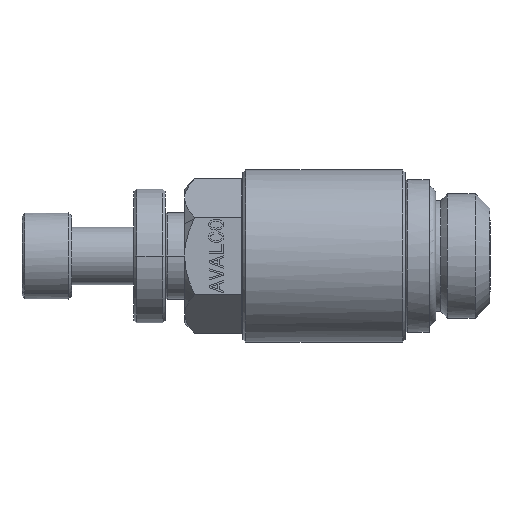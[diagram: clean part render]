
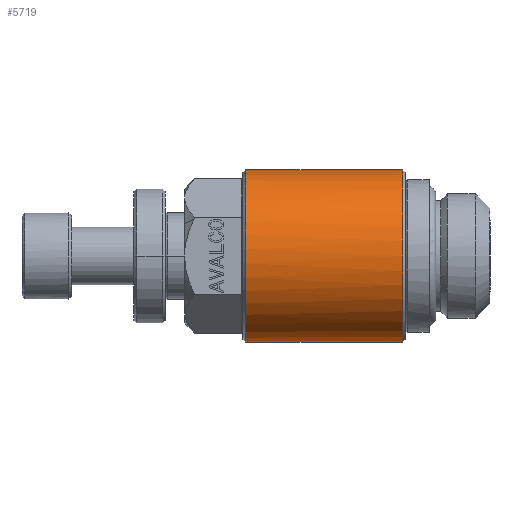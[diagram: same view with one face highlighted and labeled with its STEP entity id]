
A CAD part, left-side view. The second image highlights one B-rep face of the part: STEP entity #5719.
In plain terms, the highlighted cylindrical face has radius 9 mm (diameter 18 mm), a partial arc.
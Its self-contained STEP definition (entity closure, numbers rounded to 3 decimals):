
#4697=CARTESIAN_POINT('Vertex',(0.,9.5,-9.)) ;
#4704=CARTESIAN_POINT('Vertex',(0.,9.5,9.)) ;
#4707=CARTESIAN_POINT('Axis2P3D Location',(0.,9.5,0.)) ;
#5677=CARTESIAN_POINT('Axis2P3D Location',(0.,7.819,0.)) ;
#5682=CARTESIAN_POINT('Line Origine',(0.,7.819,9.)) ;
#5686=CARTESIAN_POINT('Vertex',(0.,25.9,9.)) ;
#5690=CARTESIAN_POINT('Control Point',(0.,25.9,9.)) ;
#5691=CARTESIAN_POINT('Control Point',(-1.414,25.9,9.)) ;
#5692=CARTESIAN_POINT('Control Point',(-2.827,25.9,8.722)) ;
#5693=CARTESIAN_POINT('Control Point',(-4.168,25.9,8.167)) ;
#5694=CARTESIAN_POINT('Control Point',(-6.56,25.9,6.56)) ;
#5695=CARTESIAN_POINT('Control Point',(-8.167,25.9,4.168)) ;
#5696=CARTESIAN_POINT('Control Point',(-8.722,25.9,2.827)) ;
#5697=CARTESIAN_POINT('Control Point',(-9.278,25.9,0.)) ;
#5698=CARTESIAN_POINT('Control Point',(-8.722,25.9,-2.827)) ;
#5699=CARTESIAN_POINT('Control Point',(-8.167,25.9,-4.168)) ;
#5700=CARTESIAN_POINT('Control Point',(-6.56,25.9,-6.56)) ;
#5701=CARTESIAN_POINT('Control Point',(-4.168,25.9,-8.167)) ;
#5702=CARTESIAN_POINT('Control Point',(-2.827,25.9,-8.722)) ;
#5703=CARTESIAN_POINT('Control Point',(-1.414,25.9,-9.)) ;
#5704=CARTESIAN_POINT('Control Point',(0.,25.9,-9.)) ;
#5705=CARTESIAN_POINT('Vertex',(0.,25.9,-9.)) ;
#5708=CARTESIAN_POINT('Line Origine',(0.,7.819,-9.)) ;
#4708=DIRECTION('Axis2P3D Direction',(0.,1.,0.)) ;
#5678=DIRECTION('Axis2P3D Direction',(0.,-1.,-0.)) ;
#5679=DIRECTION('Axis2P3D XDirection',(0.,-0.,1.)) ;
#5683=DIRECTION('Vector Direction',(0.,-1.,0.)) ;
#5709=DIRECTION('Vector Direction',(0.,-1.,0.)) ;
#4709=AXIS2_PLACEMENT_3D('Circle Axis2P3D',#4707,#4708,$) ;
#5680=AXIS2_PLACEMENT_3D('Cylinder Axis2P3D',#5677,#5678,#5679) ;
#5714=ORIENTED_EDGE('',*,*,#5688,.F.) ;
#5715=ORIENTED_EDGE('',*,*,#5707,.T.) ;
#5716=ORIENTED_EDGE('',*,*,#5712,.T.) ;
#5717=ORIENTED_EDGE('',*,*,#4711,.F.) ;
#5684=VECTOR('Line Direction',#5683,1.) ;
#5710=VECTOR('Line Direction',#5709,1.) ;
#5719=ADVANCED_FACE('NONE',(#5718),#5681,.T.) ;
#5689=B_SPLINE_CURVE_WITH_KNOTS('',5,(#5690,#5691,#5692,#5693,#5694,#5695,#5696,#5697,#5698,#5699,#5700,#5701,#5702,#5703,#5704),.UNSPECIFIED.,.F.,.U.,(6,3,3,3,6),(-14.137,-7.069,0.,7.069,14.137),.UNSPECIFIED.) ;
#4710=CIRCLE('generated circle',#4709,9.) ;
#5681=CYLINDRICAL_SURFACE('generated cylinder',#5680,9.) ;
#4711=EDGE_CURVE('',#4705,#4698,#4710,.F.) ;
#5688=EDGE_CURVE('',#5687,#4705,#5685,.T.) ;
#5707=EDGE_CURVE('',#5687,#5706,#5689,.T.) ;
#5712=EDGE_CURVE('',#5706,#4698,#5711,.T.) ;
#5713=EDGE_LOOP('',(#5714,#5715,#5716,#5717)) ;
#5718=FACE_OUTER_BOUND('',#5713,.T.) ;
#5685=LINE('Line',#5682,#5684) ;
#5711=LINE('Line',#5708,#5710) ;
#4698=VERTEX_POINT('',#4697) ;
#4705=VERTEX_POINT('',#4704) ;
#5687=VERTEX_POINT('',#5686) ;
#5706=VERTEX_POINT('',#5705) ;
